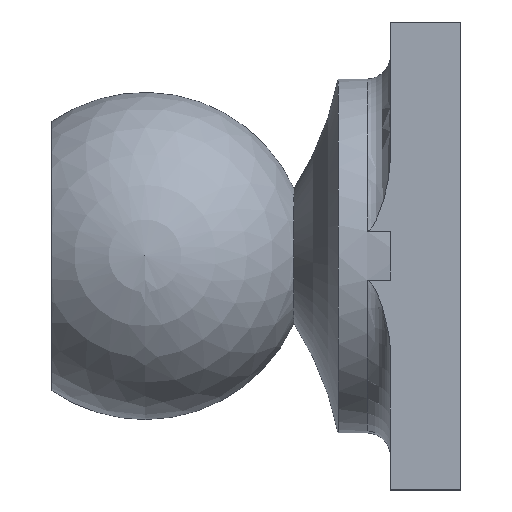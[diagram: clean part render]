
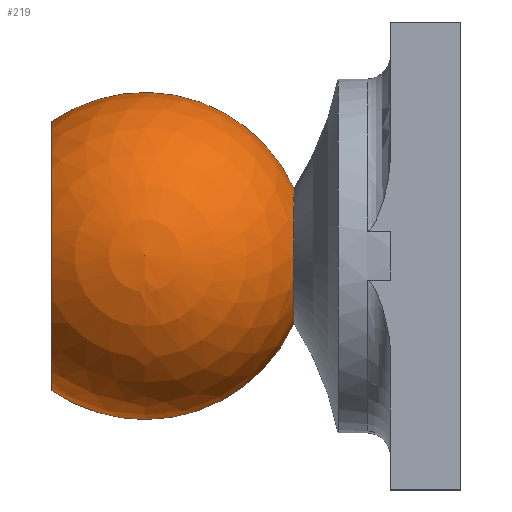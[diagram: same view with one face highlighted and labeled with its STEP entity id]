
A CAD part, top view. The second image highlights one B-rep face of the part: STEP entity #219.
In plain terms, the highlighted spherical face has radius 7 mm.
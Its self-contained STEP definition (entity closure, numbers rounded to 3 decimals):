
#27 = VERTEX_POINT ( 'NONE', #592 ) ;
#40 = CARTESIAN_POINT ( 'NONE',  ( -7., 0., 0. ) ) ;
#54 = DIRECTION ( 'NONE',  ( 1., 0., 0. ) ) ;
#68 = ORIENTED_EDGE ( 'NONE', *, *, #673, .T. ) ;
#124 = CARTESIAN_POINT ( 'NONE',  ( -7., 0., 0. ) ) ;
#170 = CARTESIAN_POINT ( 'NONE',  ( -0.626, 2.893, 0. ) ) ;
#179 = ORIENTED_EDGE ( 'NONE', *, *, #258, .F. ) ;
#219 = ADVANCED_FACE ( 'NONE', ( #552 ), #650, .T. ) ;
#238 = CARTESIAN_POINT ( 'NONE',  ( -11., 5.745, 0. ) ) ;
#258 = EDGE_CURVE ( 'NONE', #588, #458, #550, .T. ) ;
#284 = ORIENTED_EDGE ( 'NONE', *, *, #491, .T. ) ;
#342 = EDGE_CURVE ( 'NONE', #642, #588, #520, .T. ) ;
#346 = CARTESIAN_POINT ( 'NONE',  ( -0.626, -2.893, 0. ) ) ;
#367 = DIRECTION ( 'NONE',  ( 1., 0., 0. ) ) ;
#404 = DIRECTION ( 'NONE',  ( 0., 1., 0. ) ) ;
#423 = DIRECTION ( 'NONE',  ( 0., 0., -1. ) ) ;
#430 = DIRECTION ( 'NONE',  ( 0., -1., 0. ) ) ;
#446 = AXIS2_PLACEMENT_3D ( 'NONE', #599, #423, #430 ) ;
#458 = VERTEX_POINT ( 'NONE', #346 ) ;
#465 = CIRCLE ( 'NONE', #634, 5.745 ) ;
#491 = EDGE_CURVE ( 'NONE', #642, #27, #465, .T. ) ;
#520 = CIRCLE ( 'NONE', #729, 7. ) ;
#531 = DIRECTION ( 'NONE',  ( 1., 0., 0. ) ) ;
#543 = ORIENTED_EDGE ( 'NONE', *, *, #342, .F. ) ;
#547 = DIRECTION ( 'NONE',  ( 0., 1., 0. ) ) ;
#550 = CIRCLE ( 'NONE', #637, 2.893 ) ;
#552 = FACE_OUTER_BOUND ( 'NONE', #720, .T. ) ;
#578 = AXIS2_PLACEMENT_3D ( 'NONE', #124, #651, #531 ) ;
#588 = VERTEX_POINT ( 'NONE', #170 ) ;
#592 = CARTESIAN_POINT ( 'NONE',  ( -11., -5.745, 0. ) ) ;
#595 = CARTESIAN_POINT ( 'NONE',  ( -0.626, 0., 0. ) ) ;
#599 = CARTESIAN_POINT ( 'NONE',  ( -7., 0., 0. ) ) ;
#616 = CIRCLE ( 'NONE', #578, 7. ) ;
#629 = CARTESIAN_POINT ( 'NONE',  ( -11., 0., 0. ) ) ;
#634 = AXIS2_PLACEMENT_3D ( 'NONE', #629, #54, #404 ) ;
#637 = AXIS2_PLACEMENT_3D ( 'NONE', #595, #367, #547 ) ;
#642 = VERTEX_POINT ( 'NONE', #238 ) ;
#650 = SPHERICAL_SURFACE ( 'NONE', #446, 7. ) ;
#651 = DIRECTION ( 'NONE',  ( 0., 0., 1. ) ) ;
#673 = EDGE_CURVE ( 'NONE', #27, #458, #616, .T. ) ;
#720 = EDGE_LOOP ( 'NONE', ( #543, #284, #68, #179 ) ) ;
#727 = DIRECTION ( 'NONE',  ( 0., 0., -1. ) ) ;
#729 = AXIS2_PLACEMENT_3D ( 'NONE', #40, #727, #736 ) ;
#736 = DIRECTION ( 'NONE',  ( 0., 1., 0. ) ) ;
